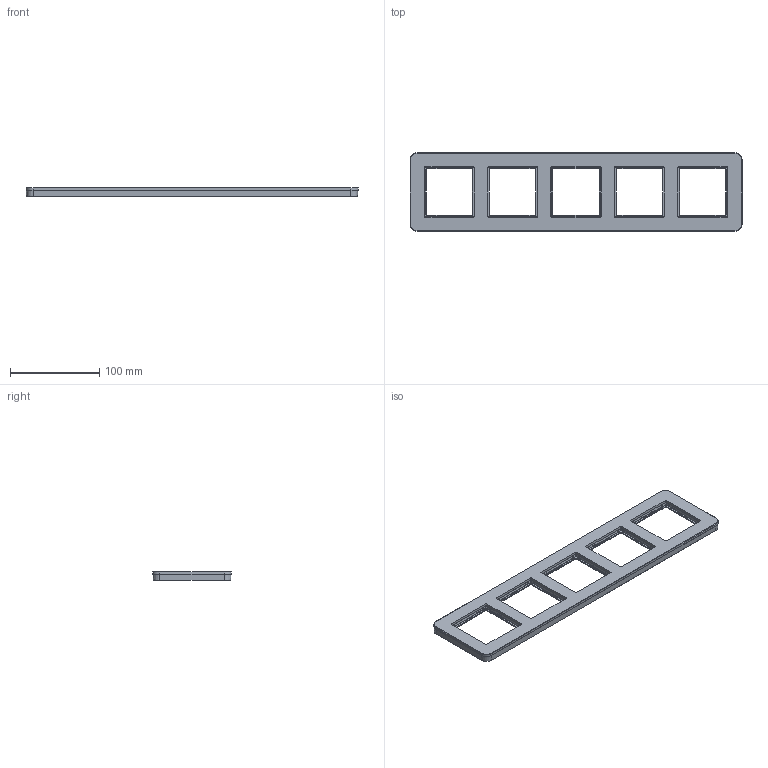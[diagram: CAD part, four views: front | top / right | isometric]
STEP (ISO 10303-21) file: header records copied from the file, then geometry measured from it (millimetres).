
FILE_DESCRIPTION((''),'2;1');
FILE_NAME('WAD9500ESH_ASM','2025-02-24T14:23:39',('andolfs'),(''),'CREO PARAMETRIC BY PTC INC, 2023154','CREO PARAMETRIC BY PTC INC, 2023154','');
FILE_SCHEMA(('CONFIG_CONTROL_DESIGN','SHAPE_APPEARANCE_LAYERS_GROUPS'));
Products named in the file (8): W4G0111_18; W4H0041_18; W1A2408_BG; W1A2481_DD; 9204676000_KLEBEPAD; 9204677000_KLEBEPAD; W2A0629_00_ASM; WAD9500ESH_ASM
Assembly tree (10 placements, depth 3):
  WAD9500ESH_ASM
    W4G0111_18
    W2A0629_00_ASM
      W4H0041_18
      W1A2408_BG
      W1A2481_DD
      9204676000_KLEBEPAD
      9204677000_KLEBEPAD  x4
Bounding box: 372 x 88 x 10 mm (x, y, z)
Volume: 96250.5 mm3; surface area: 113712.2 mm2
Topology: 7 solids, 7 shells, 3103 faces, 8096 edges, 5126 vertices
Faces by surface type: plane 1080, extrusion 814, cylinder 474, bspline 339, cone 152, torus 144, sphere 80, revolution 20
Entity records: 179987 total; most frequent: CARTESIAN_POINT 62459, ORIENTED_EDGE 15904, DIRECTION 11791, PRESENTATION_STYLE_ASSIGNMENT 11705, STYLED_ITEM 11705, CURVE_STYLE 8690, EDGE_CURVE 7952, VERTEX_POINT 5030
